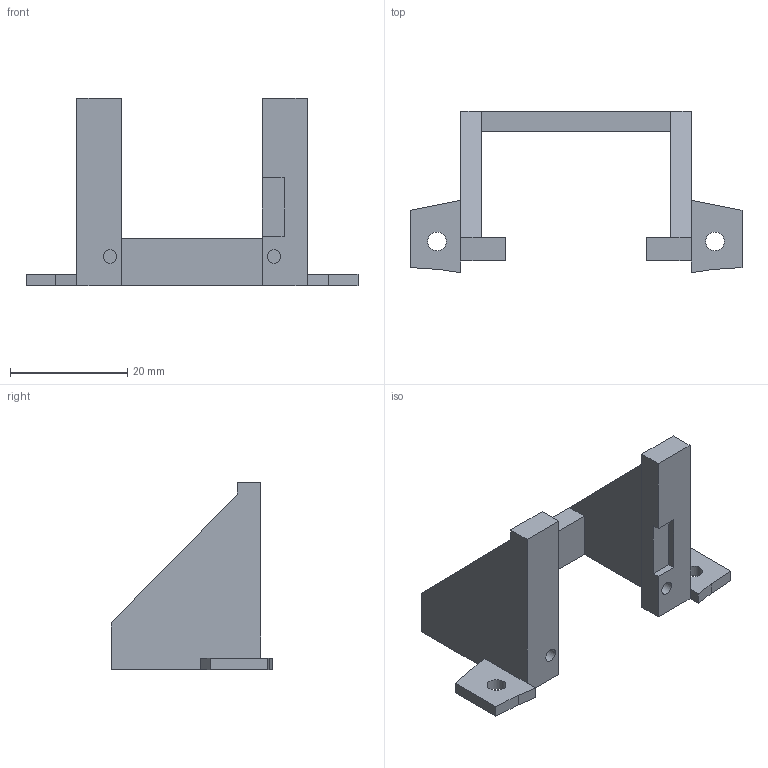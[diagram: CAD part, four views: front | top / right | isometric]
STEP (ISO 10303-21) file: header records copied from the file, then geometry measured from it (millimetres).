
FILE_DESCRIPTION(/* description */ (''),/* implementation_level */ '2;1');
FILE_NAME(/* name */ 'Camera mount.step',/* time_stamp */ '2025-08-28T15:51:27+07:00',/* author */ (''),/* organization */ (''),/* preprocessor_version */ 'ST-DEVELOPER v20.1',/* originating_system */ 'Autodesk Translation Framework v14.10.0.0',/* authorisation */ '');
FILE_SCHEMA (('AUTOMOTIVE_DESIGN { 1 0 10303 214 3 1 1 }'));
Length unit declared in the file: millimetre
Products named in the file (2): Top floor; 2nd floor
Assembly tree (1 placements, depth 2):
  Top floor
    2nd floor
Bounding box: 56.6 x 27.5 x 32 mm (x, y, z)
Volume: 5986.3 mm3; surface area: 4656.7 mm2
Topology: 1 solids, 1 shells, 38 faces, 104 edges, 68 vertices
Faces by surface type: plane 34, cylinder 4
Full cylindrical faces by diameter (mm): 2.3 x2, 3.2 x2
Entity records: 1260 total; most frequent: CARTESIAN_POINT 213, ORIENTED_EDGE 208, DIRECTION 194, EDGE_CURVE 104, LINE 96, VECTOR 96, VERTEX_POINT 68, AXIS2_PLACEMENT_3D 49
